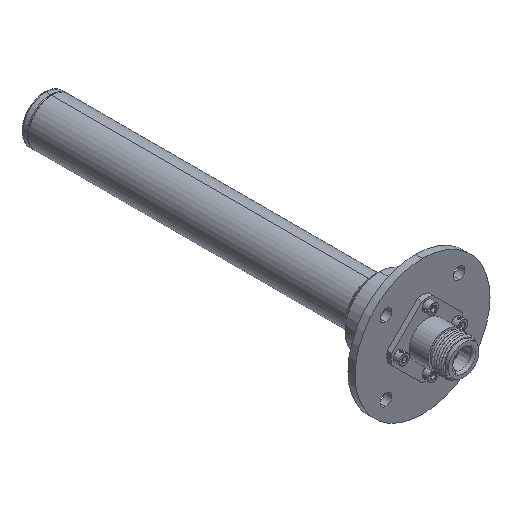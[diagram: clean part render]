
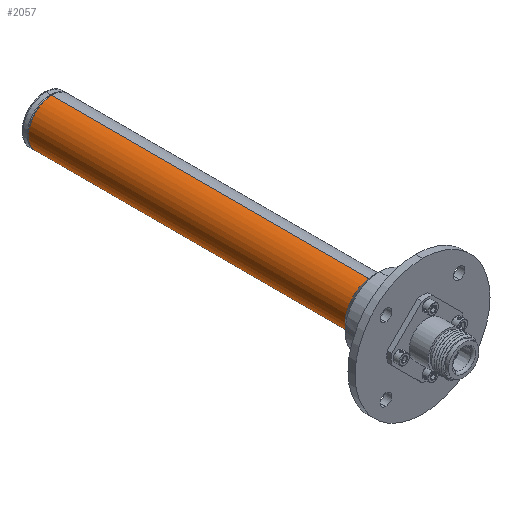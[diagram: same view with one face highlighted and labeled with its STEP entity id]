
A CAD part, isometric view. The second image highlights one B-rep face of the part: STEP entity #2057.
In plain terms, the highlighted cylindrical face has radius 10.312 mm (diameter 20.625 mm), a partial arc.
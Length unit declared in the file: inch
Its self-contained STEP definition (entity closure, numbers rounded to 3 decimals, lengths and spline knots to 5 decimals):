
#315 = AXIS2_PLACEMENT_3D ( 'NONE', #15043, #5885, #10563 ) ;
#1489 = DIRECTION ( 'NONE',  ( 0., 0., 1. ) ) ;
#1782 = FACE_OUTER_BOUND ( 'NONE', #6278, .T. ) ;
#2057 = ADVANCED_FACE ( 'NONE', ( #1782 ), #6179, .T. ) ;
#2946 = DIRECTION ( 'NONE',  ( 0., -1., 0. ) ) ;
#3497 = DIRECTION ( 'NONE',  ( 0., 1., 0. ) ) ;
#4191 = CARTESIAN_POINT ( 'NONE',  ( 0., 0., 0. ) ) ;
#5481 = VERTEX_POINT ( 'NONE', #13140 ) ;
#5885 = DIRECTION ( 'NONE',  ( 0., -1., 0. ) ) ;
#6179 = CYLINDRICAL_SURFACE ( 'NONE', #13134, 0.406 ) ;
#6278 = EDGE_LOOP ( 'NONE', ( #10908, #16378, #15777, #11023 ) ) ;
#8191 = LINE ( 'NONE', #19801, #15585 ) ;
#10563 = DIRECTION ( 'NONE',  ( 1., 0., 0. ) ) ;
#10908 = ORIENTED_EDGE ( 'NONE', *, *, #11879, .F. ) ;
#11023 = ORIENTED_EDGE ( 'NONE', *, *, #17023, .T. ) ;
#11879 = EDGE_CURVE ( 'NONE', #5481, #27170, #8191, .T. ) ;
#11964 = CIRCLE ( 'NONE', #25984, 0.406 ) ;
#13134 = AXIS2_PLACEMENT_3D ( 'NONE', #4191, #22314, #1489 ) ;
#13140 = CARTESIAN_POINT ( 'NONE',  ( 0., 0., -0.406 ) ) ;
#14390 = VECTOR ( 'NONE', #24453, 39.37008 ) ;
#15043 = CARTESIAN_POINT ( 'NONE',  ( 0., 0., 0. ) ) ;
#15188 = CARTESIAN_POINT ( 'NONE',  ( 0., 0., 0.406 ) ) ;
#15391 = EDGE_CURVE ( 'NONE', #25436, #5481, #26362, .T. ) ;
#15585 = VECTOR ( 'NONE', #3497, 39.37008 ) ;
#15777 = ORIENTED_EDGE ( 'NONE', *, *, #17574, .T. ) ;
#16378 = ORIENTED_EDGE ( 'NONE', *, *, #15391, .F. ) ;
#17023 = EDGE_CURVE ( 'NONE', #27000, #27170, #11964, .T. ) ;
#17574 = EDGE_CURVE ( 'NONE', #25436, #27000, #28674, .T. ) ;
#18740 = CARTESIAN_POINT ( 'NONE',  ( 0., 6.5, 0.406 ) ) ;
#19801 = CARTESIAN_POINT ( 'NONE',  ( 0., 0., -0.406 ) ) ;
#20335 = CARTESIAN_POINT ( 'NONE',  ( 0., 0., 0.406 ) ) ;
#22314 = DIRECTION ( 'NONE',  ( 0., 1., 0. ) ) ;
#24082 = CARTESIAN_POINT ( 'NONE',  ( 0., 6.5, 0. ) ) ;
#24453 = DIRECTION ( 'NONE',  ( 0., 1., 0. ) ) ;
#25436 = VERTEX_POINT ( 'NONE', #20335 ) ;
#25984 = AXIS2_PLACEMENT_3D ( 'NONE', #24082, #2946, #28163 ) ;
#26362 = CIRCLE ( 'NONE', #315, 0.406 ) ;
#26562 = CARTESIAN_POINT ( 'NONE',  ( 0., 6.5, -0.406 ) ) ;
#27000 = VERTEX_POINT ( 'NONE', #18740 ) ;
#27170 = VERTEX_POINT ( 'NONE', #26562 ) ;
#28163 = DIRECTION ( 'NONE',  ( 1., 0., 0. ) ) ;
#28674 = LINE ( 'NONE', #15188, #14390 ) ;
